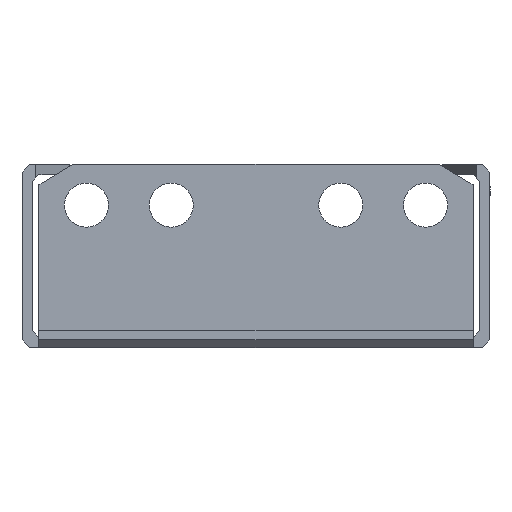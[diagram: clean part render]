
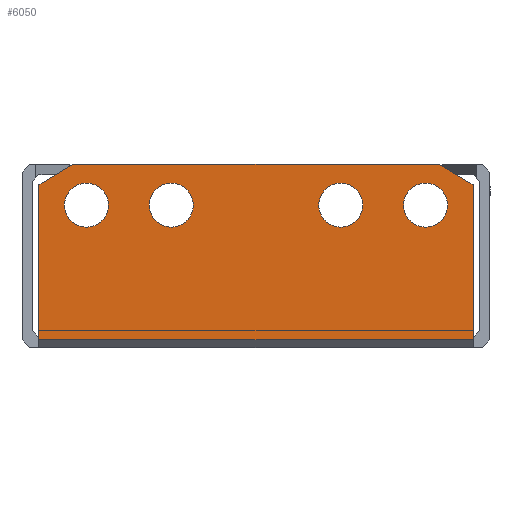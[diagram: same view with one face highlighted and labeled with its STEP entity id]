
A CAD part, left-side view. The second image highlights one B-rep face of the part: STEP entity #6050.
In plain terms, the highlighted planar face has unit normal (-1, 0, 0).
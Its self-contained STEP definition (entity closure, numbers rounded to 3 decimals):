
#142 = DIRECTION ( 'NONE',  ( 0., 0., 1. ) ) ;
#311 = VERTEX_POINT ( 'NONE', #19388 ) ;
#586 = CARTESIAN_POINT ( 'NONE',  ( -253., 27., 25.5 ) ) ;
#731 = ORIENTED_EDGE ( 'NONE', *, *, #12698, .T. ) ;
#1187 = DIRECTION ( 'NONE',  ( 0., 0., -1. ) ) ;
#1299 = VERTEX_POINT ( 'NONE', #19385 ) ;
#1330 = LINE ( 'NONE', #14894, #8394 ) ;
#1356 = EDGE_CURVE ( 'NONE', #1299, #1299, #17830, .T. ) ;
#1463 = DIRECTION ( 'NONE',  ( -1., 0., 0. ) ) ;
#1531 = AXIS2_PLACEMENT_3D ( 'NONE', #17442, #3907, #8246 ) ;
#1876 = ORIENTED_EDGE ( 'NONE', *, *, #19015, .F. ) ;
#2056 = VERTEX_POINT ( 'NONE', #14802 ) ;
#2072 = DIRECTION ( 'NONE',  ( 0., 0., 1. ) ) ;
#2074 = VERTEX_POINT ( 'NONE', #19203 ) ;
#2167 = EDGE_CURVE ( 'NONE', #7152, #7152, #6955, .T. ) ;
#2201 = LINE ( 'NONE', #13085, #12114 ) ;
#2220 = VERTEX_POINT ( 'NONE', #10541 ) ;
#2592 = DIRECTION ( 'NONE',  ( 0., 0.857, 0.514 ) ) ;
#2720 = CARTESIAN_POINT ( 'NONE',  ( -253., -25., 19.5 ) ) ;
#3767 = AXIS2_PLACEMENT_3D ( 'NONE', #8272, #17197, #2072 ) ;
#3907 = DIRECTION ( 'NONE',  ( -1., 0., 0. ) ) ;
#3916 = ORIENTED_EDGE ( 'NONE', *, *, #13842, .T. ) ;
#4111 = DIRECTION ( 'NONE',  ( -1., 0., 0. ) ) ;
#4495 = DIRECTION ( 'NONE',  ( -1., 0., 0. ) ) ;
#4649 = AXIS2_PLACEMENT_3D ( 'NONE', #13619, #1463, #142 ) ;
#4980 = VERTEX_POINT ( 'NONE', #13629 ) ;
#5192 = ORIENTED_EDGE ( 'NONE', *, *, #5626, .T. ) ;
#5275 = EDGE_LOOP ( 'NONE', ( #3916, #11527, #9454, #731, #5192, #13876 ) ) ;
#5488 = DIRECTION ( 'NONE',  ( 0., 1., 0. ) ) ;
#5626 = EDGE_CURVE ( 'NONE', #311, #10859, #8690, .T. ) ;
#6050 = ADVANCED_FACE ( 'NONE', ( #13594, #18741, #10305, #13808, #12194 ), #11165, .T. ) ;
#6175 = VERTEX_POINT ( 'NONE', #7826 ) ;
#6832 = EDGE_CURVE ( 'NONE', #6175, #6175, #8134, .T. ) ;
#6955 = CIRCLE ( 'NONE', #4649, 3.25 ) ;
#7152 = VERTEX_POINT ( 'NONE', #11853 ) ;
#7438 = CIRCLE ( 'NONE', #8630, 3.25 ) ;
#7592 = DIRECTION ( 'NONE',  ( 0., 0.857, -0.514 ) ) ;
#7826 = CARTESIAN_POINT ( 'NONE',  ( -253., 25., 22.75 ) ) ;
#8134 = CIRCLE ( 'NONE', #1531, 3.25 ) ;
#8222 = DIRECTION ( 'NONE',  ( 0., 1., 0. ) ) ;
#8246 = DIRECTION ( 'NONE',  ( 0., 0., 1. ) ) ;
#8272 = CARTESIAN_POINT ( 'NONE',  ( -253., 0., 0. ) ) ;
#8281 = AXIS2_PLACEMENT_3D ( 'NONE', #2720, #4111, #19152 ) ;
#8394 = VECTOR ( 'NONE', #11740, 1000. ) ;
#8437 = VECTOR ( 'NONE', #7592, 1000. ) ;
#8630 = AXIS2_PLACEMENT_3D ( 'NONE', #8911, #4495, #8983 ) ;
#8690 = LINE ( 'NONE', #14516, #16191 ) ;
#8911 = CARTESIAN_POINT ( 'NONE',  ( -253., -12.5, 19.5 ) ) ;
#8983 = DIRECTION ( 'NONE',  ( 0., 0., 1. ) ) ;
#9454 = ORIENTED_EDGE ( 'NONE', *, *, #18878, .T. ) ;
#9925 = EDGE_LOOP ( 'NONE', ( #1876 ) ) ;
#10305 = FACE_BOUND ( 'NONE', #9925, .T. ) ;
#10321 = VECTOR ( 'NONE', #2592, 1000. ) ;
#10541 = CARTESIAN_POINT ( 'NONE',  ( -253., -32., -0.369 ) ) ;
#10859 = VERTEX_POINT ( 'NONE', #586 ) ;
#10891 = EDGE_CURVE ( 'NONE', #2220, #11088, #12495, .T. ) ;
#11088 = VERTEX_POINT ( 'NONE', #13332 ) ;
#11165 = PLANE ( 'NONE',  #3767 ) ;
#11527 = ORIENTED_EDGE ( 'NONE', *, *, #10891, .F. ) ;
#11740 = DIRECTION ( 'NONE',  ( 0., 0., 1. ) ) ;
#11822 = CARTESIAN_POINT ( 'NONE',  ( -253., -32., 22.5 ) ) ;
#11853 = CARTESIAN_POINT ( 'NONE',  ( -253., 12.5, 22.75 ) ) ;
#11956 = LINE ( 'NONE', #11822, #10321 ) ;
#12114 = VECTOR ( 'NONE', #1187, 1000. ) ;
#12194 = FACE_OUTER_BOUND ( 'NONE', #5275, .T. ) ;
#12495 = LINE ( 'NONE', #12616, #17900 ) ;
#12616 = CARTESIAN_POINT ( 'NONE',  ( -253., -35.536, -0.369 ) ) ;
#12698 = EDGE_CURVE ( 'NONE', #2074, #311, #11956, .T. ) ;
#12832 = ORIENTED_EDGE ( 'NONE', *, *, #6832, .F. ) ;
#13085 = CARTESIAN_POINT ( 'NONE',  ( -253., 32., 0. ) ) ;
#13307 = ORIENTED_EDGE ( 'NONE', *, *, #2167, .F. ) ;
#13332 = CARTESIAN_POINT ( 'NONE',  ( -253., 32., -0.369 ) ) ;
#13594 = FACE_BOUND ( 'NONE', #17982, .T. ) ;
#13619 = CARTESIAN_POINT ( 'NONE',  ( -253., 12.5, 19.5 ) ) ;
#13629 = CARTESIAN_POINT ( 'NONE',  ( -253., 32., 22.5 ) ) ;
#13808 = FACE_BOUND ( 'NONE', #17648, .T. ) ;
#13842 = EDGE_CURVE ( 'NONE', #4980, #11088, #2201, .T. ) ;
#13876 = ORIENTED_EDGE ( 'NONE', *, *, #17755, .T. ) ;
#14516 = CARTESIAN_POINT ( 'NONE',  ( -253., 27., 25.5 ) ) ;
#14802 = CARTESIAN_POINT ( 'NONE',  ( -253., -12.5, 22.75 ) ) ;
#14894 = CARTESIAN_POINT ( 'NONE',  ( -253., -32., 22.5 ) ) ;
#15222 = CARTESIAN_POINT ( 'NONE',  ( -253., 32., 22.5 ) ) ;
#16191 = VECTOR ( 'NONE', #5488, 1000. ) ;
#17197 = DIRECTION ( 'NONE',  ( -1., 0., 0. ) ) ;
#17206 = EDGE_LOOP ( 'NONE', ( #17473 ) ) ;
#17442 = CARTESIAN_POINT ( 'NONE',  ( -253., 25., 19.5 ) ) ;
#17473 = ORIENTED_EDGE ( 'NONE', *, *, #1356, .F. ) ;
#17648 = EDGE_LOOP ( 'NONE', ( #12832 ) ) ;
#17755 = EDGE_CURVE ( 'NONE', #10859, #4980, #18758, .T. ) ;
#17830 = CIRCLE ( 'NONE', #8281, 3.25 ) ;
#17900 = VECTOR ( 'NONE', #8222, 1000. ) ;
#17982 = EDGE_LOOP ( 'NONE', ( #13307 ) ) ;
#18741 = FACE_BOUND ( 'NONE', #17206, .T. ) ;
#18758 = LINE ( 'NONE', #15222, #8437 ) ;
#18878 = EDGE_CURVE ( 'NONE', #2220, #2074, #1330, .T. ) ;
#19015 = EDGE_CURVE ( 'NONE', #2056, #2056, #7438, .T. ) ;
#19152 = DIRECTION ( 'NONE',  ( 0., 0., 1. ) ) ;
#19203 = CARTESIAN_POINT ( 'NONE',  ( -253., -32., 22.5 ) ) ;
#19385 = CARTESIAN_POINT ( 'NONE',  ( -253., -25., 22.75 ) ) ;
#19388 = CARTESIAN_POINT ( 'NONE',  ( -253., -27., 25.5 ) ) ;
